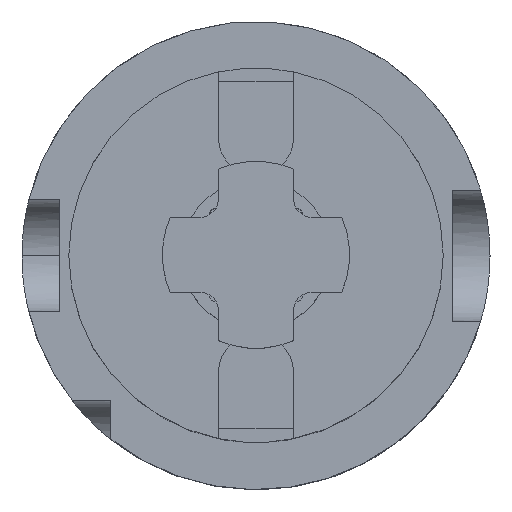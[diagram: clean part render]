
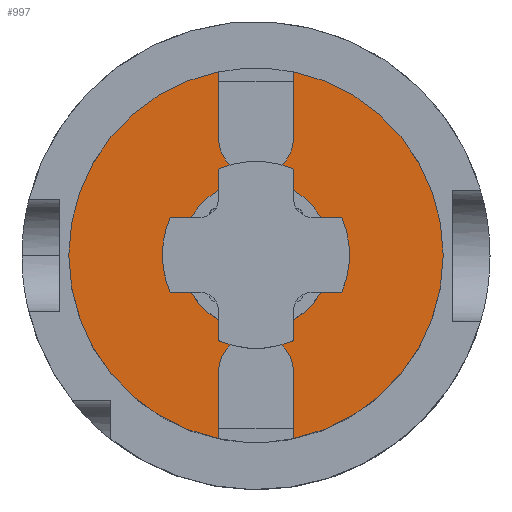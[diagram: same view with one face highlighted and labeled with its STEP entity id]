
A CAD part, top view. The second image highlights one B-rep face of the part: STEP entity #997.
In plain terms, the highlighted planar face has unit normal (0, 0, 1).
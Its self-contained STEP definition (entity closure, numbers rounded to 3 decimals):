
#20 = VERTEX_POINT ( 'NONE', #4655 ) ;
#38 = ORIENTED_EDGE ( 'NONE', *, *, #4458, .F. ) ;
#96 = ORIENTED_EDGE ( 'NONE', *, *, #3600, .F. ) ;
#120 = AXIS2_PLACEMENT_3D ( 'NONE', #2804, #4956, #1970 ) ;
#145 = LINE ( 'NONE', #865, #2873 ) ;
#153 = VERTEX_POINT ( 'NONE', #2726 ) ;
#214 = AXIS2_PLACEMENT_3D ( 'NONE', #3974, #3551, #2646 ) ;
#218 = FACE_OUTER_BOUND ( 'NONE', #801, .T. ) ;
#238 = ORIENTED_EDGE ( 'NONE', *, *, #4125, .F. ) ;
#266 = VECTOR ( 'NONE', #4979, 1000. ) ;
#321 = CIRCLE ( 'NONE', #2621, 20. ) ;
#390 = VECTOR ( 'NONE', #5156, 1000. ) ;
#442 = EDGE_CURVE ( 'NONE', #4504, #1681, #145, .T. ) ;
#517 = VECTOR ( 'NONE', #4543, 1000. ) ;
#550 = EDGE_CURVE ( 'NONE', #2904, #4376, #5353, .T. ) ;
#596 = LINE ( 'NONE', #3524, #784 ) ;
#680 = ORIENTED_EDGE ( 'NONE', *, *, #4546, .F. ) ;
#686 = CARTESIAN_POINT ( 'NONE',  ( -4., 12.5, 50. ) ) ;
#700 = CARTESIAN_POINT ( 'NONE',  ( 4., 20., 50. ) ) ;
#764 = DIRECTION ( 'NONE',  ( -1., 0., 0. ) ) ;
#784 = VECTOR ( 'NONE', #2698, 1000. ) ;
#801 = EDGE_LOOP ( 'NONE', ( #680, #3903, #2939, #5358, #96, #3055, #3740, #3389, #38, #3762, #238, #3945, #2529, #3255 ) ) ;
#865 = CARTESIAN_POINT ( 'NONE',  ( -4., 20., 50. ) ) ;
#889 = CARTESIAN_POINT ( 'NONE',  ( 4., 18.5, 50. ) ) ;
#918 = LINE ( 'NONE', #1104, #266 ) ;
#997 = ADVANCED_FACE ( 'NONE', ( #218, #5089 ), #4088, .T. ) ;
#1018 = DIRECTION ( 'NONE',  ( 0., 0., -1. ) ) ;
#1048 = AXIS2_PLACEMENT_3D ( 'NONE', #3688, #2391, #2831 ) ;
#1090 = CARTESIAN_POINT ( 'NONE',  ( 0., 20., 50. ) ) ;
#1104 = CARTESIAN_POINT ( 'NONE',  ( -4., -22.321, 50. ) ) ;
#1385 = LINE ( 'NONE', #4278, #3792 ) ;
#1471 = CARTESIAN_POINT ( 'NONE',  ( 0., 0., 50. ) ) ;
#1524 = DIRECTION ( 'NONE',  ( 0., 0., 1. ) ) ;
#1554 = EDGE_CURVE ( 'NONE', #5252, #20, #2200, .T. ) ;
#1557 = VERTEX_POINT ( 'NONE', #2008 ) ;
#1585 = EDGE_CURVE ( 'NONE', #20, #5252, #2267, .T. ) ;
#1622 = DIRECTION ( 'NONE',  ( 0., 0., -1. ) ) ;
#1681 = VERTEX_POINT ( 'NONE', #2139 ) ;
#1903 = CARTESIAN_POINT ( 'NONE',  ( -4., -18.5, 50. ) ) ;
#1970 = DIRECTION ( 'NONE',  ( -1., 0., 0. ) ) ;
#1971 = DIRECTION ( 'NONE',  ( 0., 1., 0. ) ) ;
#1999 = DIRECTION ( 'NONE',  ( 0., 1., 0. ) ) ;
#2008 = CARTESIAN_POINT ( 'NONE',  ( 4., -19.596, 50. ) ) ;
#2024 = CARTESIAN_POINT ( 'NONE',  ( 0., 0., 50. ) ) ;
#2041 = DIRECTION ( 'NONE',  ( 0., 0., -1. ) ) ;
#2139 = CARTESIAN_POINT ( 'NONE',  ( -4., 18.5, 50. ) ) ;
#2198 = AXIS2_PLACEMENT_3D ( 'NONE', #1090, #1524, #4531 ) ;
#2200 = CIRCLE ( 'NONE', #4550, 8. ) ;
#2218 = CARTESIAN_POINT ( 'NONE',  ( -4., -12.5, 50. ) ) ;
#2267 = CIRCLE ( 'NONE', #4846, 8. ) ;
#2291 = CARTESIAN_POINT ( 'NONE',  ( 4., 19.596, 50. ) ) ;
#2304 = EDGE_CURVE ( 'NONE', #3297, #3072, #4680, .T. ) ;
#2391 = DIRECTION ( 'NONE',  ( 0., 0., -1. ) ) ;
#2506 = DIRECTION ( 'NONE',  ( 1., 0., 0. ) ) ;
#2521 = DIRECTION ( 'NONE',  ( 0., 0., -1. ) ) ;
#2529 = ORIENTED_EDGE ( 'NONE', *, *, #5447, .F. ) ;
#2559 = CARTESIAN_POINT ( 'NONE',  ( 4., -18.5, 50. ) ) ;
#2569 = EDGE_CURVE ( 'NONE', #3091, #3968, #596, .T. ) ;
#2614 = CARTESIAN_POINT ( 'NONE',  ( -4., 20., 50. ) ) ;
#2621 = AXIS2_PLACEMENT_3D ( 'NONE', #1471, #1018, #3581 ) ;
#2645 = VERTEX_POINT ( 'NONE', #5024 ) ;
#2646 = DIRECTION ( 'NONE',  ( -1., 0., 0. ) ) ;
#2662 = EDGE_CURVE ( 'NONE', #3452, #5033, #3526, .T. ) ;
#2678 = EDGE_CURVE ( 'NONE', #3968, #2645, #918, .T. ) ;
#2698 = DIRECTION ( 'NONE',  ( 0., -1., 0. ) ) ;
#2726 = CARTESIAN_POINT ( 'NONE',  ( -20., 0., 50. ) ) ;
#2804 = CARTESIAN_POINT ( 'NONE',  ( 0., -12.5, 50. ) ) ;
#2831 = DIRECTION ( 'NONE',  ( -1., 0., 0. ) ) ;
#2873 = VECTOR ( 'NONE', #3864, 1000. ) ;
#2877 = DIRECTION ( 'NONE',  ( 0., 0., 1. ) ) ;
#2904 = VERTEX_POINT ( 'NONE', #889 ) ;
#2939 = ORIENTED_EDGE ( 'NONE', *, *, #3508, .T. ) ;
#3055 = ORIENTED_EDGE ( 'NONE', *, *, #5389, .F. ) ;
#3072 = VERTEX_POINT ( 'NONE', #4221 ) ;
#3091 = VERTEX_POINT ( 'NONE', #2218 ) ;
#3100 = ORIENTED_EDGE ( 'NONE', *, *, #1554, .T. ) ;
#3223 = CARTESIAN_POINT ( 'NONE',  ( -4., 19.596, 50. ) ) ;
#3240 = CIRCLE ( 'NONE', #214, 20. ) ;
#3255 = ORIENTED_EDGE ( 'NONE', *, *, #550, .F. ) ;
#3297 = VERTEX_POINT ( 'NONE', #686 ) ;
#3306 = LINE ( 'NONE', #5409, #517 ) ;
#3313 = DIRECTION ( 'NONE',  ( -1., 0., 0. ) ) ;
#3389 = ORIENTED_EDGE ( 'NONE', *, *, #2569, .F. ) ;
#3452 = VERTEX_POINT ( 'NONE', #2559 ) ;
#3508 = EDGE_CURVE ( 'NONE', #3297, #1681, #4601, .T. ) ;
#3524 = CARTESIAN_POINT ( 'NONE',  ( -4., -22.321, 50. ) ) ;
#3526 = LINE ( 'NONE', #700, #4014 ) ;
#3551 = DIRECTION ( 'NONE',  ( 0., 0., -1. ) ) ;
#3581 = DIRECTION ( 'NONE',  ( -1., 0., 0. ) ) ;
#3600 = EDGE_CURVE ( 'NONE', #153, #4504, #321, .T. ) ;
#3688 = CARTESIAN_POINT ( 'NONE',  ( 0., 0., 50. ) ) ;
#3708 = CARTESIAN_POINT ( 'NONE',  ( 0., 0., 50. ) ) ;
#3740 = ORIENTED_EDGE ( 'NONE', *, *, #2678, .F. ) ;
#3762 = ORIENTED_EDGE ( 'NONE', *, *, #2662, .F. ) ;
#3792 = VECTOR ( 'NONE', #3811, 1000. ) ;
#3811 = DIRECTION ( 'NONE',  ( 0., 1., 0. ) ) ;
#3831 = AXIS2_PLACEMENT_3D ( 'NONE', #5014, #2877, #2506 ) ;
#3854 = CIRCLE ( 'NONE', #120, 4. ) ;
#3864 = DIRECTION ( 'NONE',  ( 0., -1., 0. ) ) ;
#3903 = ORIENTED_EDGE ( 'NONE', *, *, #2304, .F. ) ;
#3945 = ORIENTED_EDGE ( 'NONE', *, *, #5142, .F. ) ;
#3968 = VERTEX_POINT ( 'NONE', #1903 ) ;
#3974 = CARTESIAN_POINT ( 'NONE',  ( 0., 0., 50. ) ) ;
#4014 = VECTOR ( 'NONE', #1999, 1000. ) ;
#4088 = PLANE ( 'NONE',  #2198 ) ;
#4110 = CARTESIAN_POINT ( 'NONE',  ( 4., 12.5, 50. ) ) ;
#4125 = EDGE_CURVE ( 'NONE', #1557, #3452, #1385, .T. ) ;
#4150 = DIRECTION ( 'NONE',  ( -1., 0., 0. ) ) ;
#4221 = CARTESIAN_POINT ( 'NONE',  ( 4., 12.5, 50. ) ) ;
#4249 = AXIS2_PLACEMENT_3D ( 'NONE', #5030, #2521, #3313 ) ;
#4262 = CARTESIAN_POINT ( 'NONE',  ( 20., 0., 50. ) ) ;
#4278 = CARTESIAN_POINT ( 'NONE',  ( 4., 20., 50. ) ) ;
#4286 = CARTESIAN_POINT ( 'NONE',  ( 4., -12.5, 50. ) ) ;
#4376 = VERTEX_POINT ( 'NONE', #2291 ) ;
#4393 = CIRCLE ( 'NONE', #1048, 20. ) ;
#4458 = EDGE_CURVE ( 'NONE', #5033, #3091, #3854, .T. ) ;
#4462 = CARTESIAN_POINT ( 'NONE',  ( 8., 0., 50. ) ) ;
#4504 = VERTEX_POINT ( 'NONE', #3223 ) ;
#4516 = EDGE_LOOP ( 'NONE', ( #4562, #3100 ) ) ;
#4531 = DIRECTION ( 'NONE',  ( 1., 0., 0. ) ) ;
#4543 = DIRECTION ( 'NONE',  ( 0., 1., 0. ) ) ;
#4546 = EDGE_CURVE ( 'NONE', #3072, #2904, #3306, .T. ) ;
#4550 = AXIS2_PLACEMENT_3D ( 'NONE', #3708, #2041, #764 ) ;
#4562 = ORIENTED_EDGE ( 'NONE', *, *, #1585, .T. ) ;
#4601 = LINE ( 'NONE', #2614, #390 ) ;
#4655 = CARTESIAN_POINT ( 'NONE',  ( -8., 0., 50. ) ) ;
#4680 = CIRCLE ( 'NONE', #3831, 4. ) ;
#4846 = AXIS2_PLACEMENT_3D ( 'NONE', #2024, #1622, #4150 ) ;
#4897 = VECTOR ( 'NONE', #1971, 1000. ) ;
#4956 = DIRECTION ( 'NONE',  ( 0., 0., 1. ) ) ;
#4979 = DIRECTION ( 'NONE',  ( 0., -1., 0. ) ) ;
#5014 = CARTESIAN_POINT ( 'NONE',  ( 0., 12.5, 50. ) ) ;
#5024 = CARTESIAN_POINT ( 'NONE',  ( -4., -19.596, 50. ) ) ;
#5030 = CARTESIAN_POINT ( 'NONE',  ( 0., 0., 50. ) ) ;
#5033 = VERTEX_POINT ( 'NONE', #4286 ) ;
#5089 = FACE_BOUND ( 'NONE', #4516, .T. ) ;
#5142 = EDGE_CURVE ( 'NONE', #5414, #1557, #3240, .T. ) ;
#5156 = DIRECTION ( 'NONE',  ( 0., 1., 0. ) ) ;
#5252 = VERTEX_POINT ( 'NONE', #4462 ) ;
#5353 = LINE ( 'NONE', #4110, #4897 ) ;
#5358 = ORIENTED_EDGE ( 'NONE', *, *, #442, .F. ) ;
#5385 = CIRCLE ( 'NONE', #4249, 20. ) ;
#5389 = EDGE_CURVE ( 'NONE', #2645, #153, #4393, .T. ) ;
#5409 = CARTESIAN_POINT ( 'NONE',  ( 4., 12.5, 50. ) ) ;
#5414 = VERTEX_POINT ( 'NONE', #4262 ) ;
#5447 = EDGE_CURVE ( 'NONE', #4376, #5414, #5385, .T. ) ;
